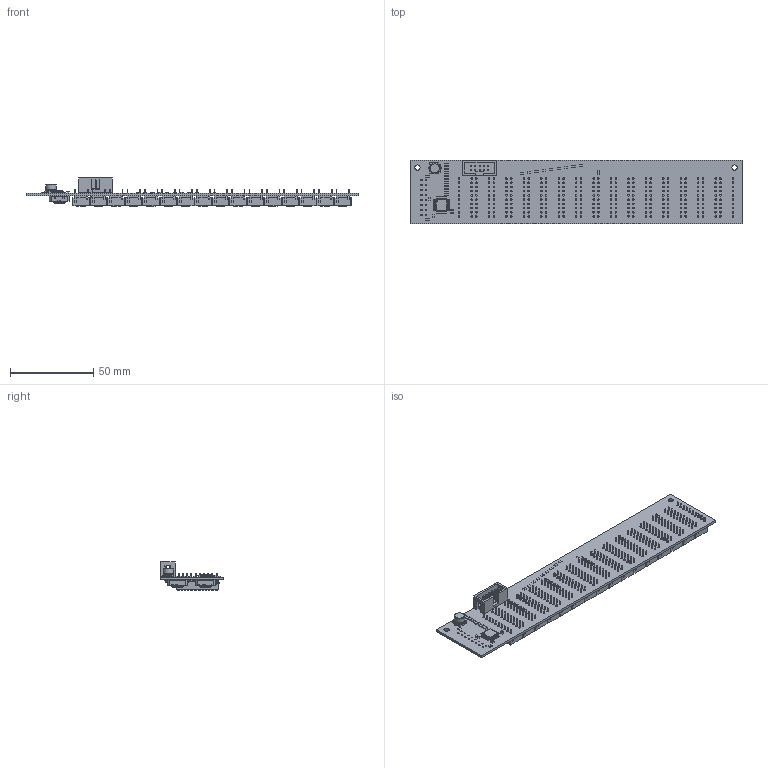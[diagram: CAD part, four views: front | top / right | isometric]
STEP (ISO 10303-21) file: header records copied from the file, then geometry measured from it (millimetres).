
FILE_DESCRIPTION(('KiCad electronic assembly'),'2;1');
FILE_NAME('display-board.step','2025-11-03T20:37:00',('Pcbnew'),('Kicad' ),'Open CASCADE STEP processor 7.9','KiCad to STEP converter', 'Unknown');
FILE_SCHEMA(('AUTOMOTIVE_DESIGN { 1 0 10303 214 1 1 1 1 }'));
Length unit declared in the file: millimetre
Products named in the file (9): display-board 1; R_0805_2012Metric; C_0805_2012Metric; IDC-Header_2x05_P2.54mm_Vertical; C_Elec_6.3x5.4; LQFP-64_7x7mm_P0.4mm; HDSP-4832; SW_Push_1P1T_NO_CK_PTS125Sx43SMTR; display-board_PCB
Assembly tree (47 placements, depth 2):
  display-board 1
    R_0805_2012Metric  x22
    C_0805_2012Metric  x3
    IDC-Header_2x05_P2.54mm_Vertical
    C_Elec_6.3x5.4
    LQFP-64_7x7mm_P0.4mm
    HDSP-4832  x16
    SW_Push_1P1T_NO_CK_PTS125Sx43SMTR  x2
    display-board_PCB
Bounding box: 200 x 38.51 x 16.9 mm (x, y, z)
Volume: 38330.3 mm3; surface area: 38169.7 mm2
Topology: 48 solids, 48 shells, 5852 faces, 15179 edges, 9979 vertices
Faces by surface type: plane 4917, cylinder 896, bspline 26, torus 12, revolution 1
Full cylindrical faces by diameter (mm): 0.02 x1, 0.9 x16, 0.914 x320, 1 x32, 1.5 x8, 3.2 x2, 6.3 x2, 7.2 x2, 7.4 x2
Entity records: 79260 total; most frequent: CARTESIAN_POINT 11545, ORIENTED_EDGE 10916, DIRECTION 10863, EDGE_CURVE 5458, LINE 4050, VECTOR 4050, VERTEX_POINT 3518, AXIS2_PLACEMENT_3D 3406
